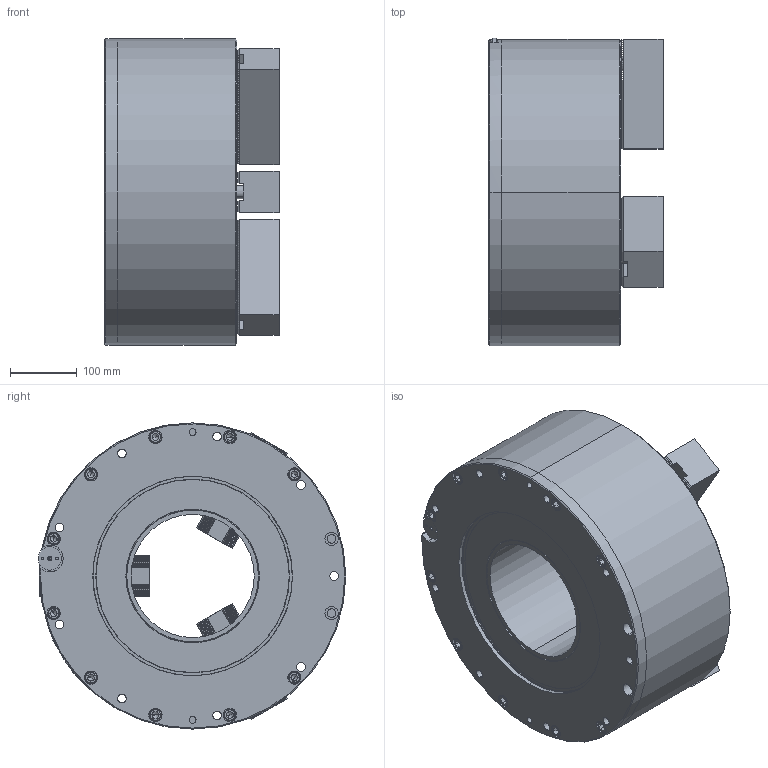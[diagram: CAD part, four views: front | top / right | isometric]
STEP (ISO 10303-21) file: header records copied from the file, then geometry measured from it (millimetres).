
FILE_DESCRIPTION (( 'STEP AP203' ), '1' );
FILE_NAME ('CF-AP-185.STEP', '2020-01-21T09:01:52', ( 'temp' ), ( '' ), 'SwSTEP 2.0', 'SolidWorks 2016', '' );
FILE_SCHEMA (( 'CONFIG_CONTROL_DESIGN' ));
Length unit declared in the file: millimetre
Products named in the file (11): CF-AP-185-07010; 圓頭內六角螺栓_M12x25; CF-AP-185-08000; CF-AP-185; SJ-185; CF-AP-145-15000; CF-AP-145-08000; 圓頭內六角螺栓_M20x45; CF-AP-145-17010; CF-AP-185-0101G; 圓頭內六角螺栓_M8x16
Assembly tree (35 placements, depth 2):
  CF-AP-185
    CF-AP-185-0101G
    CF-AP-185-07010
    CF-AP-185-08000
    SJ-185  x3
    CF-AP-145-15000
    CF-AP-145-08000
    CF-AP-145-17010  x2
    圓頭內六角螺栓_M20x45  x6
    圓頭內六角螺栓_M8x16  x9
    圓頭內六角螺栓_M12x25  x10
Bounding box: 261.7 x 461.89 x 460 mm (x, y, z)
Volume: 20228818.4 mm3; surface area: 1696699.2 mm2
Topology: 35 solids, 35 shells, 2606 faces, 6914 edges, 4464 vertices
Faces by surface type: plane 1532, cylinder 779, cone 277, bspline 18
Entity records: 37056 total; most frequent: CARTESIAN_POINT 8610, ORIENTED_EDGE 5564, DIRECTION 5536, EDGE_CURVE 2782, AXIS2_PLACEMENT_3D 1928, VERTEX_POINT 1808, LINE 1680, VECTOR 1680
